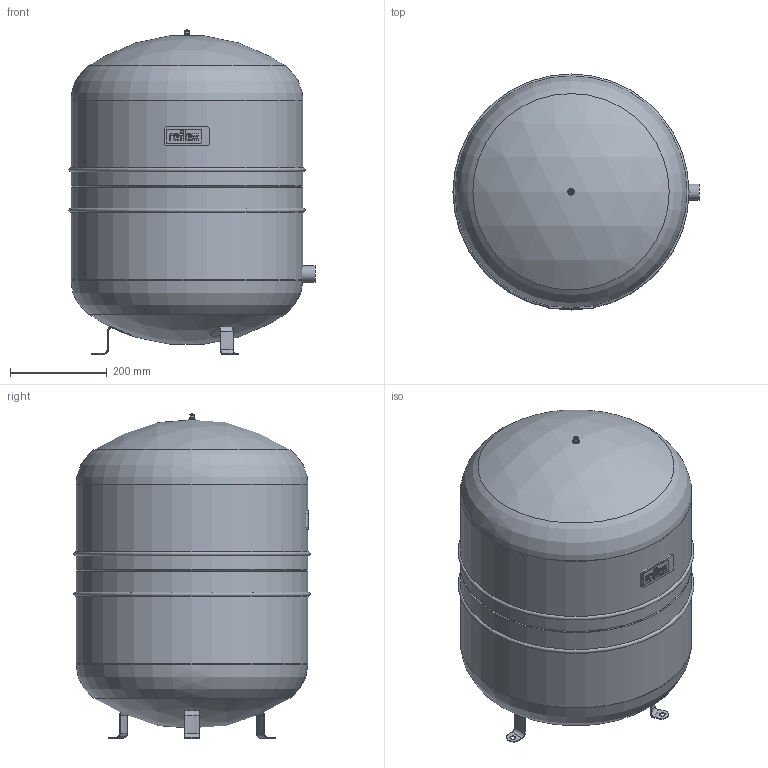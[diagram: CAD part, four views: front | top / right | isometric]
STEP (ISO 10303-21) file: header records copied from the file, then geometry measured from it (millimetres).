
FILE_DESCRIPTION(/* description */ (''),/* implementation_level */ '2;1');
FILE_NAME(/* name */ '3d_ReflexS100_10bar_70°C_gray-8210500.stp',/* time_stamp */ '2022-12-05T08:57:18+01:00',/* author */ ('Andrzej'),/* organization */ (''),/* preprocessor_version */ 'ST-DEVELOPER v16.13',/* originating_system */ 'AutoCAD Mechanical',/* authorisation */ '');
FILE_SCHEMA (('AUTOMOTIVE_DESIGN { 1 0 10303 214 3 1 1 }'));
Length unit declared in the file: millimetre
Products named in the file (1): Product
Bounding box: 509.4 x 488.8 x 671.97 mm (x, y, z)
Volume: 99515278.3 mm3; surface area: 1877123.7 mm2
Topology: 17 solids, 17 shells, 283 faces, 705 edges, 466 vertices
Faces by surface type: plane 126, cylinder 121, torus 19, bspline 8, cone 7, sphere 2
Full cylindrical faces by diameter (mm): 6 x1, 6.201 x1, 8 x1, 8.06 x1, 10 x1, 11 x1, 12 x3, 14 x1, 33.7 x1, 480 x6
Entity records: 8981 total; most frequent: CARTESIAN_POINT 2103, DIRECTION 1476, ORIENTED_EDGE 1344, EDGE_CURVE 672, AXIS2_PLACEMENT_3D 554, VERTEX_POINT 464, LINE 368, VECTOR 368
